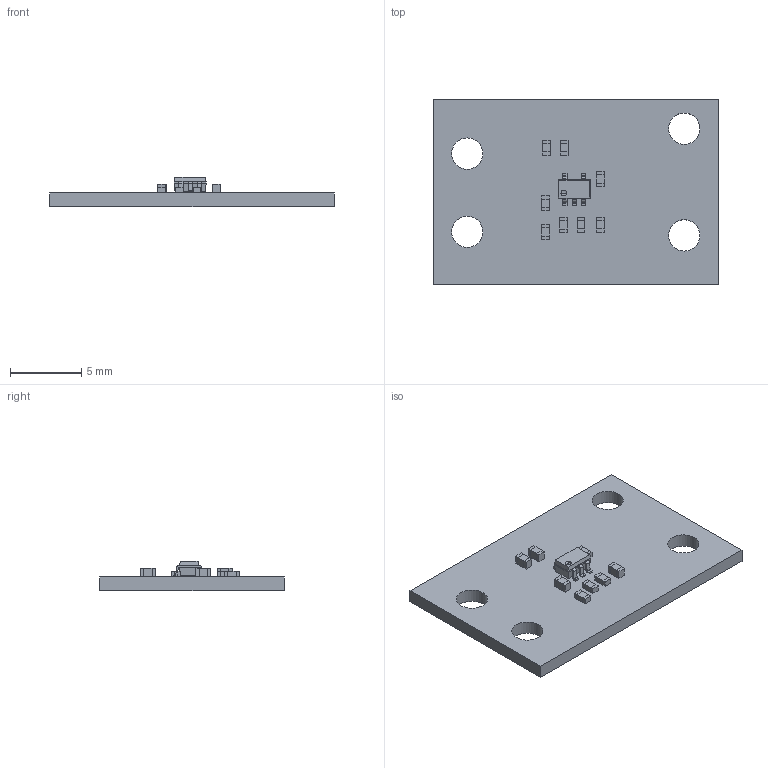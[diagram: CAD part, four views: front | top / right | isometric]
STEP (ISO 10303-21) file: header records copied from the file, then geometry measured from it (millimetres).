
FILE_DESCRIPTION(('Open CASCADE Model'),'2;1');
FILE_NAME('Open CASCADE Shape Model','2021-10-15T16:07:59',('Author'),( 'Open CASCADE'),'Open CASCADE STEP processor 6.8','Open CASCADE 6.8' ,'Unknown');
FILE_SCHEMA(('AUTOMOTIVE_DESIGN { 1 0 10303 214 1 1 1 1 }'));
Length unit declared in the file: millimetre
Products named in the file (25): PCB; Board; Open CASCADE STEP translator 6.8 1.1.1; U1; User_Library-TSSOP-5_(SOT-23-5_PITCH_0_65); User_Library-TSSOP-5_(SOT-23-5_PITCH_0.65)_pin_TSSOP_tssop6_1; User_Library-TSSOP-5_(SOT-23-5_PITCH_0.65)_body_TSSOP-6_TSSOP5_1; R4; 5757776848; Extruded; 5757776688; R3; R2; R1; C4; 5159125328; 5159125488; 5159125648; C3; C2; C1
Assembly tree (47 placements, depth 4):
  PCB
    Board
      Open CASCADE STEP translator 6.8 1.1.1
    U1
      User_Library-TSSOP-5_(SOT-23-5_PITCH_0_65)
        User_Library-TSSOP-5_(SOT-23-5_PITCH_0.65)_pin_TSSOP_tssop6_1  x5
        User_Library-TSSOP-5_(SOT-23-5_PITCH_0.65)_body_TSSOP-6_TSSOP5_1
    R4
      5757776848  x2
        Extruded
      5757776688
        Extruded
    R3
      5757776848  x2
        Extruded
      5757776688
        Extruded
    R2
      5757776848  x2
        Extruded
      5757776688
        Extruded
    R1
      5757776848  x2
        Extruded
      5757776688
        Extruded
    C4
      5159125328
        Extruded
      5159125488
        Extruded
      5159125648
        Extruded
    C3
      5159125328
        Extruded
      5159125488
        Extruded
      5159125648
        Extruded
    C2
      5159125328
        Extruded
      5159125488
        Extruded
      5159125648
        Extruded
    C1
      5159125328
        Extruded
      5159125488
        Extruded
      5159125648
        Extruded
Bounding box: 20 x 13 x 2.06 mm (x, y, z)
Volume: 240.4 mm3; surface area: 627.3 mm2
Topology: 31 solids, 31 shells, 240 faces, 526 edges, 347 vertices
Faces by surface type: plane 214, cylinder 24, bspline 2
Full cylindrical faces by diameter (mm): 2.2 x4
Entity records: 2823 total; most frequent: DIRECTION 404, CARTESIAN_POINT 399, ORIENTED_EDGE 304, EDGE_CURVE 152, AXIS2_PLACEMENT_3D 136, LINE 132, VECTOR 132, VERTEX_POINT 99
